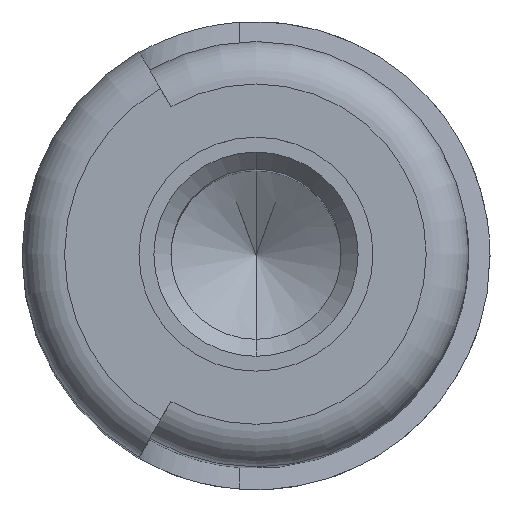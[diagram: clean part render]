
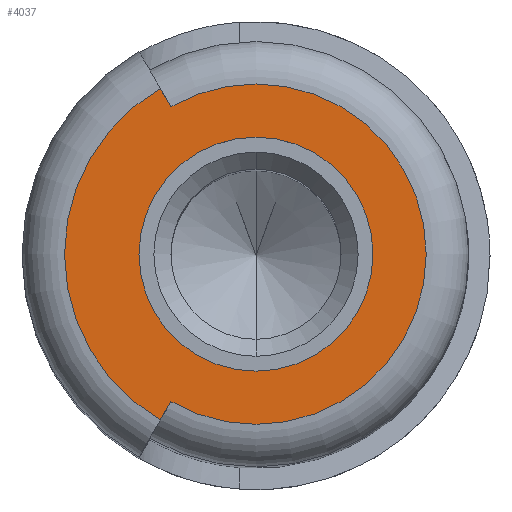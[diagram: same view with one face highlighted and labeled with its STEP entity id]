
A CAD part, top view. The second image highlights one B-rep face of the part: STEP entity #4037.
In plain terms, the highlighted planar face has unit normal (0, 0, 1).
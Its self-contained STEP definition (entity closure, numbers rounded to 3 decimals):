
#1714=CARTESIAN_POINT('',(0.,0.,0.2));
#1715=DIRECTION('',(0.,0.,1.));
#1716=DIRECTION('',(-0.5,0.866,0.));
#1717=AXIS2_PLACEMENT_3D('',#1714,#1715,#1716);
#1729=CARTESIAN_POINT('',(0.,0.,0.2));
#1730=DIRECTION('',(0.,0.,-1.));
#1731=DIRECTION('',(0.,1.,0.));
#1732=AXIS2_PLACEMENT_3D('',#1729,#1730,#1731);
#1734=CARTESIAN_POINT('',(0.,0.,0.2));
#1735=DIRECTION('',(0.,0.,-1.));
#1736=DIRECTION('',(0.,-1.,0.));
#1737=AXIS2_PLACEMENT_3D('',#1734,#1735,#1736);
#1739=DIRECTION('',(0.5,-0.866,0.));
#1740=VECTOR('',#1739,0.5);
#1741=CARTESIAN_POINT('',(-2.25,3.897,0.2));
#1742=LINE('',#1741,#1740);
#1743=DIRECTION('',(-0.5,-0.866,0.));
#1744=VECTOR('',#1743,0.5);
#1745=CARTESIAN_POINT('',(-2.,-3.464,0.2));
#1746=LINE('',#1745,#1744);
#2291=CARTESIAN_POINT('',(0.,0.,0.2));
#2292=DIRECTION('',(0.,0.,1.));
#2293=DIRECTION('',(-0.5,-0.866,0.));
#2294=AXIS2_PLACEMENT_3D('',#2291,#2292,#2293);
#3509=CARTESIAN_POINT('',(0.,2.75,0.2));
#3510=CARTESIAN_POINT('',(0.,-2.75,0.2));
#3511=VERTEX_POINT('',#3509);
#3512=VERTEX_POINT('',#3510);
#3580=CARTESIAN_POINT('',(-2.,-3.464,0.2));
#3581=CARTESIAN_POINT('',(-2.,3.464,0.2));
#3582=VERTEX_POINT('',#3580);
#3583=VERTEX_POINT('',#3581);
#3584=CARTESIAN_POINT('',(-2.25,-3.897,0.2));
#3585=VERTEX_POINT('',#3584);
#3586=CARTESIAN_POINT('',(-2.25,3.897,0.2));
#3587=VERTEX_POINT('',#3586);
#4017=CARTESIAN_POINT('',(0.,0.,0.2));
#4018=DIRECTION('',(0.,0.,-1.));
#4019=DIRECTION('',(1.,0.,0.));
#4020=AXIS2_PLACEMENT_3D('',#4017,#4018,#4019);
#4021=PLANE('',#4020);
#4022=ORIENTED_EDGE('',*,*,#4005,.F.);
#4024=ORIENTED_EDGE('',*,*,#4023,.T.);
#4026=ORIENTED_EDGE('',*,*,#4025,.F.);
#4028=ORIENTED_EDGE('',*,*,#4027,.T.);
#4029=EDGE_LOOP('',(#4022,#4024,#4026,#4028));
#4030=FACE_OUTER_BOUND('',#4029,.F.);
#4032=ORIENTED_EDGE('',*,*,#4031,.F.);
#4034=ORIENTED_EDGE('',*,*,#4033,.F.);
#4035=EDGE_LOOP('',(#4032,#4034));
#4036=FACE_BOUND('',#4035,.F.);
#4037=ADVANCED_FACE('',(#4030,#4036),#4021,.F.);
#1718=CIRCLE('',#1717,4.5);
#1733=CIRCLE('',#1732,2.75);
#1738=CIRCLE('',#1737,2.75);
#2295=CIRCLE('',#2294,4.);
#4005=EDGE_CURVE('',#3587,#3585,#1718,.T.);
#4023=EDGE_CURVE('',#3587,#3583,#1742,.T.);
#4025=EDGE_CURVE('',#3582,#3583,#2295,.T.);
#4027=EDGE_CURVE('',#3582,#3585,#1746,.T.);
#4031=EDGE_CURVE('',#3511,#3512,#1733,.T.);
#4033=EDGE_CURVE('',#3512,#3511,#1738,.T.);
